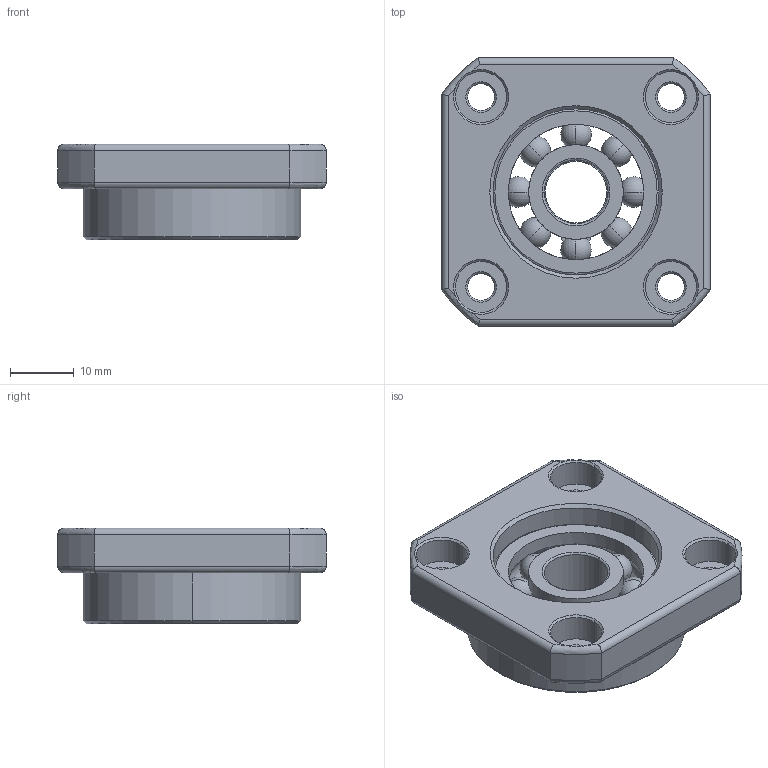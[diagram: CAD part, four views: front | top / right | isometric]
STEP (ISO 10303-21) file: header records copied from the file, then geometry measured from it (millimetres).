
FILE_DESCRIPTION (( 'STEP AP203' ), '1' );
FILE_NAME ('GFF12.STEP', '2013-10-07T09:57:39', ( 'user' ), ( '' ), 'SwSTEP 2.0', 'SolidWorks 2013', '' );
FILE_SCHEMA (( 'CONFIG_CONTROL_DESIGN' ));
Length unit declared in the file: millimetre
Products named in the file (1): GFF12
Bounding box: 42 x 42 x 15 mm (x, y, z)
Surface area: 8133.4 mm2 (no closed solid volume)
Topology: 0 solids, 5 shells, 254 faces, 1086 edges, 784 vertices
Faces by surface type: plane 95, cylinder 57, torus 40, cone 30, bspline 16, sphere 16
Entity records: 12145 total; most frequent: CARTESIAN_POINT 3813, ORIENTED_EDGE 1694, DIRECTION 1606, EDGE_CURVE 1038, VERTEX_POINT 752, AXIS2_PLACEMENT_3D 555, VECTOR 496, LINE 496
